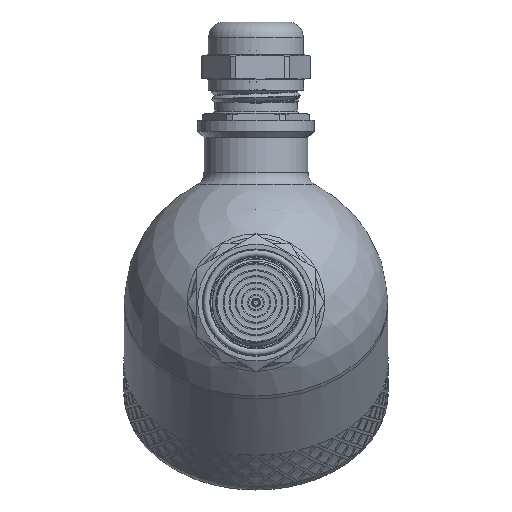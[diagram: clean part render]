
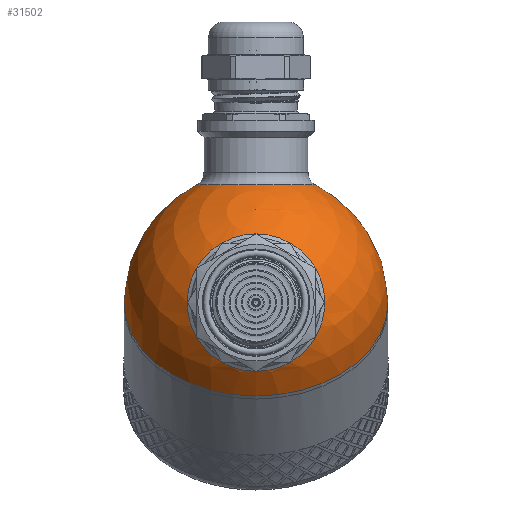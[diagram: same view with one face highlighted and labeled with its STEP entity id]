
A CAD part, left-side view. The second image highlights one B-rep face of the part: STEP entity #31502.
In plain terms, the highlighted spherical face has radius 30 mm.
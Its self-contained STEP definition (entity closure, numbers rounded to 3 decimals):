
#16=SPHERICAL_SURFACE('',#33073,30.);
#720=FACE_BOUND('',#10928,.T.);
#721=FACE_BOUND('',#10929,.T.);
#8779=FACE_OUTER_BOUND('',#10927,.T.);
#10927=EDGE_LOOP('',(#28526,#28527,#28528,#28529));
#10928=EDGE_LOOP('',(#28530));
#10929=EDGE_LOOP('',(#28531));
#11656=CIRCLE('',#33070,15.643);
#11659=CIRCLE('',#33074,30.);
#11660=CIRCLE('',#33075,30.);
#11661=CIRCLE('',#33076,30.);
#11662=CIRCLE('',#33077,13.5);
#14686=VERTEX_POINT('',#74117);
#14688=VERTEX_POINT('',#74123);
#14689=VERTEX_POINT('',#74124);
#14690=VERTEX_POINT('',#74126);
#14691=VERTEX_POINT('',#74129);
#19344=EDGE_CURVE('',#14686,#14686,#11656,.T.);
#19347=EDGE_CURVE('',#14688,#14689,#11659,.T.);
#19348=EDGE_CURVE('',#14688,#14690,#11660,.T.);
#19349=EDGE_CURVE('',#14689,#14688,#11661,.T.);
#19350=EDGE_CURVE('',#14691,#14691,#11662,.T.);
#28526=ORIENTED_EDGE('',*,*,#19347,.F.);
#28527=ORIENTED_EDGE('',*,*,#19348,.T.);
#28528=ORIENTED_EDGE('',*,*,#19348,.F.);
#28529=ORIENTED_EDGE('',*,*,#19349,.F.);
#28530=ORIENTED_EDGE('',*,*,#19344,.F.);
#28531=ORIENTED_EDGE('',*,*,#19350,.F.);
#31502=ADVANCED_FACE('',(#8779,#720,#721),#16,.T.);
#33070=AXIS2_PLACEMENT_3D('',#74118,#36755,#36756);
#33073=AXIS2_PLACEMENT_3D('',#74122,#36761,#36762);
#33074=AXIS2_PLACEMENT_3D('',#74125,#36763,#36764);
#33075=AXIS2_PLACEMENT_3D('',#74127,#36765,#36766);
#33076=AXIS2_PLACEMENT_3D('',#74128,#36767,#36768);
#33077=AXIS2_PLACEMENT_3D('',#74130,#36769,#36770);
#36755=DIRECTION('center_axis',(-0.707,0.,0.707));
#36756=DIRECTION('ref_axis',(0.707,0.,0.707));
#36761=DIRECTION('center_axis',(1.,0.,0.));
#36762=DIRECTION('ref_axis',(0.,-1.,0.));
#36763=DIRECTION('center_axis',(1.,0.,0.));
#36764=DIRECTION('ref_axis',(0.,1.,0.));
#36765=DIRECTION('center_axis',(0.,0.,1.));
#36766=DIRECTION('ref_axis',(0.,1.,0.));
#36767=DIRECTION('center_axis',(1.,0.,0.));
#36768=DIRECTION('ref_axis',(0.,1.,0.));
#36769=DIRECTION('center_axis',(-0.707,0.,-0.707));
#36770=DIRECTION('ref_axis',(-0.707,0.,0.707));
#74117=CARTESIAN_POINT('',(-29.162,0.,7.04));
#74118=CARTESIAN_POINT('Origin',(-18.101,0.,18.101));
#74122=CARTESIAN_POINT('Origin',(0.,0.,0.));
#74123=CARTESIAN_POINT('',(0.,30.,0.));
#74124=CARTESIAN_POINT('',(0.,-30.,0.));
#74125=CARTESIAN_POINT('Origin',(0.,0.,0.));
#74126=CARTESIAN_POINT('',(-30.,0.,0.));
#74127=CARTESIAN_POINT('Origin',(0.,0.,0.));
#74128=CARTESIAN_POINT('Origin',(0.,0.,0.));
#74129=CARTESIAN_POINT('',(-9.398,0.,-28.49));
#74130=CARTESIAN_POINT('Origin',(-18.944,0.,-18.944));
